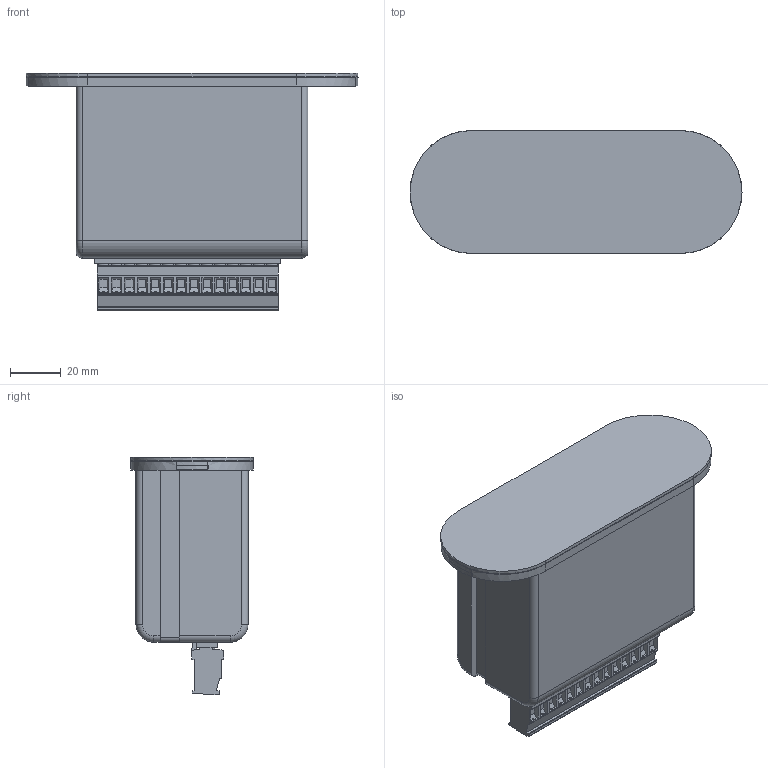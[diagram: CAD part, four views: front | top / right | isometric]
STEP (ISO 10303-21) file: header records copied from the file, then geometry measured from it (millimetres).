
FILE_DESCRIPTION(/* description */ (''),/* implementation_level */ '2;1');
FILE_NAME(/* name */ 'ИРИС-О2.stp',/* time_stamp */ '2022-12-19T10:45:50+03:00',/* author */ ('Admin'),/* organization */ (''),/* preprocessor_version */ 'ST-DEVELOPER v17.2',/* originating_system */ 'Autodesk Inventor 2019',/* authorisation */ '');
FILE_SCHEMA (('AUTOMOTIVE_DESIGN { 1 0 10303 214 3 1 1 }'));
Length unit declared in the file: millimetre
Products named in the file (7): ИРИС-О2; MT.IRIS-02.CAP.04; MT.IRIS-02.PF.01; MT.ИРИС-О2.НАКЛАДКА.
01; 2EDGKB-5.08-14P-14-00A(H); mvstbw_2.5_14-st-5.08; 1757365
Assembly tree (6 placements, depth 3):
  ИРИС-О2
    MT.IRIS-02.CAP.04
    MT.IRIS-02.PF.01
    MT.ИРИС-О2.НАКЛАДКА.
01
    2EDGKB-5.08-14P-14-00A(H)
      mvstbw_2.5_14-st-5.08
    1757365
Bounding box: 130.33 x 48.33 x 93.21 mm (x, y, z)
Volume: 65189.8 mm3; surface area: 84812.7 mm2
Topology: 5 solids, 5 shells, 1728 faces, 4153 edges, 2591 vertices
Faces by surface type: plane 1443, cylinder 221, sphere 40, cone 16, torus 8
Full cylindrical faces by diameter (mm): 0.434 x1, 0.457 x1, 1.4 x28, 2.8 x27, 3.783 x14, 4 x14
Entity records: 50129 total; most frequent: CARTESIAN_POINT 8779, DIRECTION 8548, ORIENTED_EDGE 8254, EDGE_CURVE 4127, LINE 3108, VECTOR 3108, AXIS2_PLACEMENT_3D 2720, VERTEX_POINT 2591
